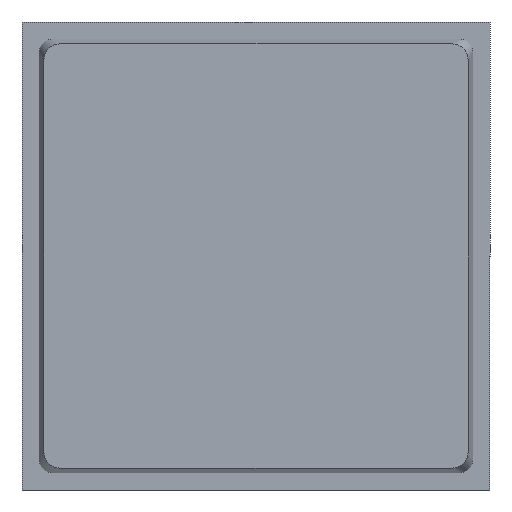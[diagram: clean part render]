
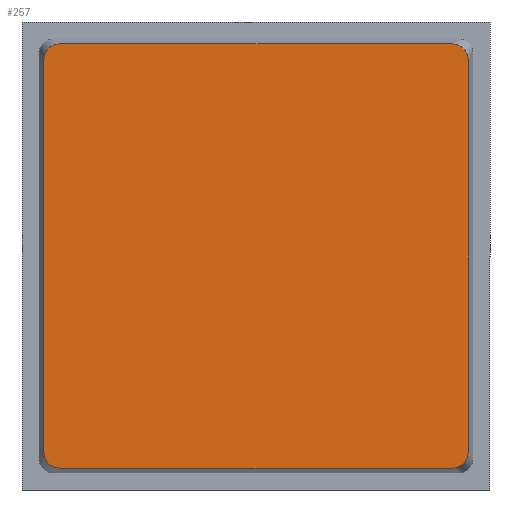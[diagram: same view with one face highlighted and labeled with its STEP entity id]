
A CAD part, front view. The second image highlights one B-rep face of the part: STEP entity #257.
In plain terms, the highlighted face is planar.
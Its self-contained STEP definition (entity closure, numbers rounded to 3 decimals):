
#16 = ORIENTED_EDGE ( 'NONE', *, *, #24, .T. ) ;
#17 = ORIENTED_EDGE ( 'NONE', *, *, #138, .T. ) ;
#24 = EDGE_CURVE ( 'NONE', #132, #204, #748, .T. ) ;
#56 = CARTESIAN_POINT ( 'NONE',  ( 281., 260., 24. ) ) ;
#67 = FACE_OUTER_BOUND ( 'NONE', #73, .T. ) ;
#73 = EDGE_LOOP ( 'NONE', ( #643, #725, #342, #317, #16, #795, #17, #650 ) ) ;
#81 = VECTOR ( 'NONE', #153, 1000. ) ;
#94 = DIRECTION ( 'NONE',  ( 0., -1., 0. ) ) ;
#100 = CIRCLE ( 'NONE', #175, 21. ) ;
#107 = DIRECTION ( 'NONE',  ( 0., 1., 0. ) ) ;
#109 = CARTESIAN_POINT ( 'NONE',  ( 260., -260., 24. ) ) ;
#113 = CARTESIAN_POINT ( 'NONE',  ( -260., -281., 24. ) ) ;
#116 = CARTESIAN_POINT ( 'NONE',  ( -281., 260., 24. ) ) ;
#120 = LINE ( 'NONE', #236, #726 ) ;
#128 = EDGE_CURVE ( 'NONE', #690, #378, #100, .T. ) ;
#131 = VERTEX_POINT ( 'NONE', #429 ) ;
#132 = VERTEX_POINT ( 'NONE', #813 ) ;
#138 = EDGE_CURVE ( 'NONE', #557, #131, #214, .T. ) ;
#151 = VERTEX_POINT ( 'NONE', #56 ) ;
#153 = DIRECTION ( 'NONE',  ( 1., 0., 0. ) ) ;
#162 = DIRECTION ( 'NONE',  ( 0., 1., 0. ) ) ;
#163 = CARTESIAN_POINT ( 'NONE',  ( -260., 281., 24. ) ) ;
#175 = AXIS2_PLACEMENT_3D ( 'NONE', #549, #495, #366 ) ;
#176 = DIRECTION ( 'NONE',  ( 0., 1., 0. ) ) ;
#185 = EDGE_CURVE ( 'NONE', #131, #151, #743, .T. ) ;
#188 = DIRECTION ( 'NONE',  ( 0., 0., -1. ) ) ;
#204 = VERTEX_POINT ( 'NONE', #113 ) ;
#208 = AXIS2_PLACEMENT_3D ( 'NONE', #417, #287, #107 ) ;
#214 = CIRCLE ( 'NONE', #667, 21. ) ;
#221 = AXIS2_PLACEMENT_3D ( 'NONE', #632, #188, #380 ) ;
#236 = CARTESIAN_POINT ( 'NONE',  ( -260., 281., 24. ) ) ;
#237 = CARTESIAN_POINT ( 'NONE',  ( 281., -260., 24. ) ) ;
#257 = ADVANCED_FACE ( 'NONE', ( #67 ), #506, .F. ) ;
#280 = AXIS2_PLACEMENT_3D ( 'NONE', #732, #588, #162 ) ;
#287 = DIRECTION ( 'NONE',  ( 0., 0., 1. ) ) ;
#317 = ORIENTED_EDGE ( 'NONE', *, *, #568, .T. ) ;
#342 = ORIENTED_EDGE ( 'NONE', *, *, #128, .T. ) ;
#355 = CIRCLE ( 'NONE', #208, 21. ) ;
#359 = EDGE_CURVE ( 'NONE', #451, #690, #120, .T. ) ;
#366 = DIRECTION ( 'NONE',  ( 0., -1., 0. ) ) ;
#367 = DIRECTION ( 'NONE',  ( -1., 0., 0. ) ) ;
#370 = CARTESIAN_POINT ( 'NONE',  ( 260., 281., 24. ) ) ;
#378 = VERTEX_POINT ( 'NONE', #116 ) ;
#380 = DIRECTION ( 'NONE',  ( 0., 1., 0. ) ) ;
#417 = CARTESIAN_POINT ( 'NONE',  ( 260., 260., 24. ) ) ;
#429 = CARTESIAN_POINT ( 'NONE',  ( 281., -260., 24. ) ) ;
#451 = VERTEX_POINT ( 'NONE', #370 ) ;
#488 = DIRECTION ( 'NONE',  ( 0., 0., 1. ) ) ;
#492 = DIRECTION ( 'NONE',  ( 0., -1., 0. ) ) ;
#495 = DIRECTION ( 'NONE',  ( 0., 0., 1. ) ) ;
#506 = PLANE ( 'NONE',  #221 ) ;
#549 = CARTESIAN_POINT ( 'NONE',  ( -260., 260., 24. ) ) ;
#557 = VERTEX_POINT ( 'NONE', #558 ) ;
#558 = CARTESIAN_POINT ( 'NONE',  ( 260., -281., 24. ) ) ;
#562 = VECTOR ( 'NONE', #94, 1000. ) ;
#568 = EDGE_CURVE ( 'NONE', #378, #132, #704, .T. ) ;
#588 = DIRECTION ( 'NONE',  ( 0., 0., 1. ) ) ;
#599 = EDGE_CURVE ( 'NONE', #204, #557, #722, .T. ) ;
#632 = CARTESIAN_POINT ( 'NONE',  ( 260., 260., 24. ) ) ;
#643 = ORIENTED_EDGE ( 'NONE', *, *, #663, .T. ) ;
#646 = CARTESIAN_POINT ( 'NONE',  ( -281., -260., 24. ) ) ;
#650 = ORIENTED_EDGE ( 'NONE', *, *, #185, .T. ) ;
#663 = EDGE_CURVE ( 'NONE', #151, #451, #355, .T. ) ;
#667 = AXIS2_PLACEMENT_3D ( 'NONE', #109, #488, #492 ) ;
#690 = VERTEX_POINT ( 'NONE', #163 ) ;
#704 = LINE ( 'NONE', #646, #562 ) ;
#718 = CARTESIAN_POINT ( 'NONE',  ( -260., -281., 24. ) ) ;
#722 = LINE ( 'NONE', #718, #81 ) ;
#725 = ORIENTED_EDGE ( 'NONE', *, *, #359, .T. ) ;
#726 = VECTOR ( 'NONE', #367, 1000. ) ;
#732 = CARTESIAN_POINT ( 'NONE',  ( -260., -260., 24. ) ) ;
#743 = LINE ( 'NONE', #237, #751 ) ;
#748 = CIRCLE ( 'NONE', #280, 21. ) ;
#751 = VECTOR ( 'NONE', #176, 1000. ) ;
#795 = ORIENTED_EDGE ( 'NONE', *, *, #599, .T. ) ;
#813 = CARTESIAN_POINT ( 'NONE',  ( -281., -260., 24. ) ) ;
